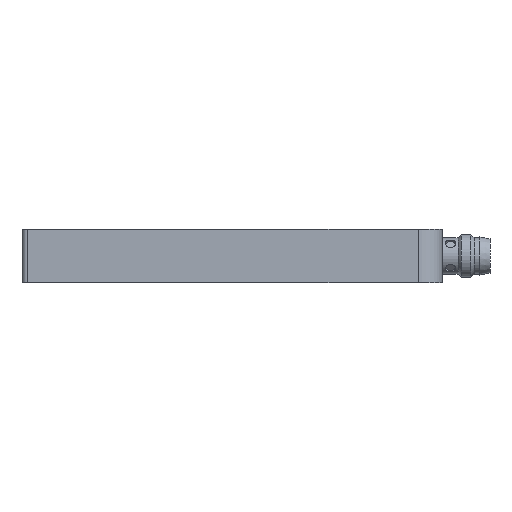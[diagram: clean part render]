
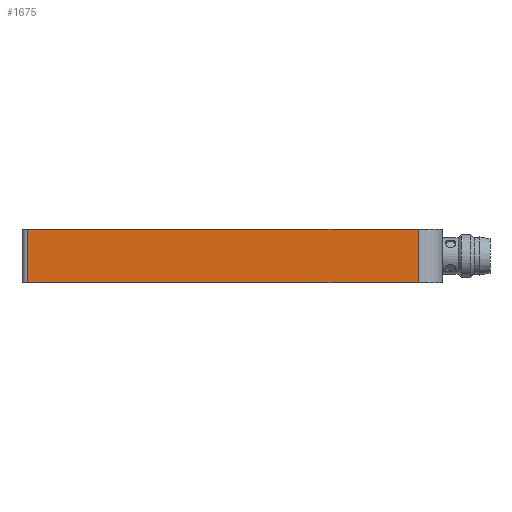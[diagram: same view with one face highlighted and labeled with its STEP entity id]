
A CAD part, front view. The second image highlights one B-rep face of the part: STEP entity #1675.
In plain terms, the highlighted planar face has unit normal (0, -1, 0).
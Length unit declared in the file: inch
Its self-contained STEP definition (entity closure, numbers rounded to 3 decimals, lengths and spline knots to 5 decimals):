
#3 = VERTEX_POINT ( 'NONE', #2053 ) ;
#46 = VERTEX_POINT ( 'NONE', #137 ) ;
#97 = LINE ( 'NONE', #1828, #2101 ) ;
#103 = AXIS2_PLACEMENT_3D ( 'NONE', #2401, #1352, #1372 ) ;
#137 = CARTESIAN_POINT ( 'NONE',  ( 2.93307, -0.47244, 0.19685 ) ) ;
#143 = ORIENTED_EDGE ( 'NONE', *, *, #2423, .T. ) ;
#220 = DIRECTION ( 'NONE',  ( -1., 0., 0. ) ) ;
#280 = CARTESIAN_POINT ( 'NONE',  ( 0.03937, -0.47244, -0.19685 ) ) ;
#400 = CARTESIAN_POINT ( 'NONE',  ( 0., -0.47244, 0.19685 ) ) ;
#420 = FACE_OUTER_BOUND ( 'NONE', #1578, .T. ) ;
#499 = PLANE ( 'NONE',  #103 ) ;
#722 = EDGE_CURVE ( 'NONE', #2201, #2648, #2071, .T. ) ;
#773 = DIRECTION ( 'NONE',  ( 0., 0., -1. ) ) ;
#826 = EDGE_CURVE ( 'NONE', #46, #3, #1672, .T. ) ;
#861 = CARTESIAN_POINT ( 'NONE',  ( 0., -0.47244, -0.19685 ) ) ;
#1103 = LINE ( 'NONE', #1465, #1559 ) ;
#1234 = ORIENTED_EDGE ( 'NONE', *, *, #826, .T. ) ;
#1352 = DIRECTION ( 'NONE',  ( 0., -1., 0. ) ) ;
#1372 = DIRECTION ( 'NONE',  ( 0., 0., -1. ) ) ;
#1449 = ORIENTED_EDGE ( 'NONE', *, *, #722, .T. ) ;
#1465 = CARTESIAN_POINT ( 'NONE',  ( 2.93307, -0.47244, 0. ) ) ;
#1559 = VECTOR ( 'NONE', #2306, 39.37008 ) ;
#1578 = EDGE_LOOP ( 'NONE', ( #1234, #143, #1449, #1701 ) ) ;
#1672 = LINE ( 'NONE', #400, #2172 ) ;
#1675 = ADVANCED_FACE ( 'NONE', ( #420 ), #499, .T. ) ;
#1701 = ORIENTED_EDGE ( 'NONE', *, *, #2145, .F. ) ;
#1727 = CARTESIAN_POINT ( 'NONE',  ( 2.93307, -0.47244, -0.19685 ) ) ;
#1828 = CARTESIAN_POINT ( 'NONE',  ( 0.03937, -0.47244, 0.19685 ) ) ;
#1904 = DIRECTION ( 'NONE',  ( 1., 0., 0. ) ) ;
#2053 = CARTESIAN_POINT ( 'NONE',  ( 0.03937, -0.47244, 0.19685 ) ) ;
#2071 = LINE ( 'NONE', #861, #2207 ) ;
#2101 = VECTOR ( 'NONE', #773, 39.37008 ) ;
#2145 = EDGE_CURVE ( 'NONE', #46, #2648, #1103, .T. ) ;
#2172 = VECTOR ( 'NONE', #220, 39.37008 ) ;
#2201 = VERTEX_POINT ( 'NONE', #280 ) ;
#2207 = VECTOR ( 'NONE', #1904, 39.37008 ) ;
#2306 = DIRECTION ( 'NONE',  ( 0., 0., -1. ) ) ;
#2401 = CARTESIAN_POINT ( 'NONE',  ( 0., -0.47244, 0.19685 ) ) ;
#2423 = EDGE_CURVE ( 'NONE', #3, #2201, #97, .T. ) ;
#2648 = VERTEX_POINT ( 'NONE', #1727 ) ;
